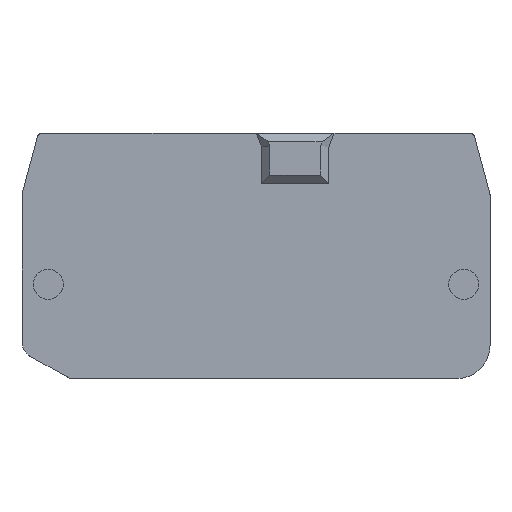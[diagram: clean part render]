
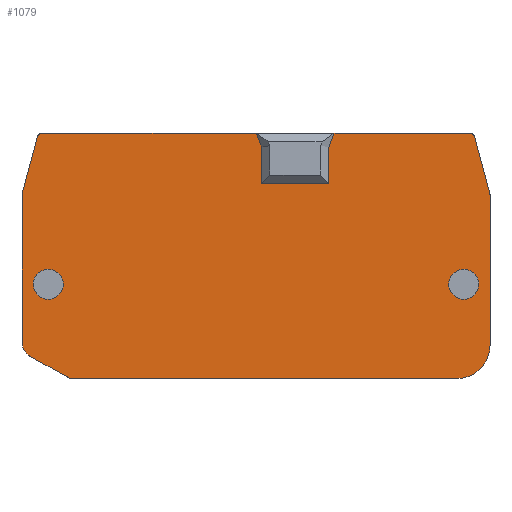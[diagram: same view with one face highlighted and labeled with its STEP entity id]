
A CAD part, top view. The second image highlights one B-rep face of the part: STEP entity #1079.
In plain terms, the highlighted planar face has unit normal (0, 0, 1).
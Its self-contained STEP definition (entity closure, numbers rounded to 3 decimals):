
#148=DIRECTION('',(0.,1.,0.));
#149=VECTOR('',#148,17.638);
#150=CARTESIAN_POINT('',(-28.7,-10.319,0.));
#151=LINE('',#150,#149);
#172=DIRECTION('',(1.,0.,0.));
#173=VECTOR('',#172,16.356);
#174=CARTESIAN_POINT('',(8.7,14.7,0.));
#175=LINE('',#174,#173);
#184=DIRECTION('',(1.,0.,0.));
#185=VECTOR('',#184,25.756);
#186=CARTESIAN_POINT('',(-26.356,14.7,0.));
#187=LINE('',#186,#185);
#220=DIRECTION('',(0.,-1.,0.));
#221=VECTOR('',#220,18.019);
#222=CARTESIAN_POINT('',(27.4,7.319,0.));
#223=LINE('',#222,#221);
#232=DIRECTION('',(-1.,0.,0.));
#233=VECTOR('',#232,46.169);
#234=CARTESIAN_POINT('',(23.4,-14.7,0.));
#235=LINE('',#234,#233);
#244=CARTESIAN_POINT('',(-25.55,-3.4,0.));
#245=DIRECTION('',(0.,0.,1.));
#246=DIRECTION('',(-1.,0.,0.));
#247=AXIS2_PLACEMENT_3D('',#244,#245,#246);
#249=CARTESIAN_POINT('',(-25.55,-3.4,0.));
#250=DIRECTION('',(0.,0.,1.));
#251=DIRECTION('',(1.,0.,0.));
#252=AXIS2_PLACEMENT_3D('',#249,#250,#251);
#254=CARTESIAN_POINT('',(-22.769,-14.2,0.));
#255=DIRECTION('',(0.,0.,1.));
#256=DIRECTION('',(-0.483,-0.876,0.));
#257=AXIS2_PLACEMENT_3D('',#254,#255,#256);
#259=DIRECTION('',(0.876,-0.483,0.));
#260=VECTOR('',#259,5.317);
#261=CARTESIAN_POINT('',(-27.666,-12.07,0.));
#262=LINE('',#261,#260);
#263=CARTESIAN_POINT('',(-26.7,-10.319,0.));
#264=DIRECTION('',(0.,0.,1.));
#265=DIRECTION('',(-1.,0.,0.));
#266=AXIS2_PLACEMENT_3D('',#263,#264,#265);
#268=CARTESIAN_POINT('',(-28.2,7.319,0.));
#269=DIRECTION('',(0.,0.,1.));
#270=DIRECTION('',(-0.966,0.259,0.));
#271=AXIS2_PLACEMENT_3D('',#268,#269,#270);
#273=DIRECTION('',(-0.259,-0.966,0.));
#274=VECTOR('',#273,7.124);
#275=CARTESIAN_POINT('',(-26.839,14.329,0.));
#276=LINE('',#275,#274);
#277=CARTESIAN_POINT('',(-26.356,14.2,0.));
#278=DIRECTION('',(0.,0.,1.));
#279=DIRECTION('',(0.,1.,0.));
#280=AXIS2_PLACEMENT_3D('',#277,#278,#279);
#282=DIRECTION('',(-0.342,0.94,0.));
#283=VECTOR('',#282,1.754);
#284=CARTESIAN_POINT('',(0.,13.052,0.));
#285=LINE('',#284,#283);
#286=DIRECTION('',(-0.342,-0.94,0.));
#287=VECTOR('',#286,1.754);
#288=CARTESIAN_POINT('',(8.7,14.7,0.));
#289=LINE('',#288,#287);
#290=CARTESIAN_POINT('',(25.056,14.2,0.));
#291=DIRECTION('',(0.,0.,1.));
#292=DIRECTION('',(0.966,0.259,0.));
#293=AXIS2_PLACEMENT_3D('',#290,#291,#292);
#295=DIRECTION('',(-0.259,0.966,0.));
#296=VECTOR('',#295,7.124);
#297=CARTESIAN_POINT('',(27.383,7.448,0.));
#298=LINE('',#297,#296);
#299=CARTESIAN_POINT('',(26.9,7.319,0.));
#300=DIRECTION('',(0.,0.,1.));
#301=DIRECTION('',(1.,0.,0.));
#302=AXIS2_PLACEMENT_3D('',#299,#300,#301);
#304=CARTESIAN_POINT('',(23.4,-10.7,0.));
#305=DIRECTION('',(0.,0.,1.));
#306=DIRECTION('',(0.,-1.,0.));
#307=AXIS2_PLACEMENT_3D('',#304,#305,#306);
#309=CARTESIAN_POINT('',(24.25,-3.4,0.));
#310=DIRECTION('',(0.,0.,1.));
#311=DIRECTION('',(-1.,0.,0.));
#312=AXIS2_PLACEMENT_3D('',#309,#310,#311);
#314=CARTESIAN_POINT('',(24.25,-3.4,0.));
#315=DIRECTION('',(0.,0.,1.));
#316=DIRECTION('',(1.,0.,0.));
#317=AXIS2_PLACEMENT_3D('',#314,#315,#316);
#431=DIRECTION('',(0.,1.,0.));
#432=VECTOR('',#431,4.352);
#433=CARTESIAN_POINT('',(8.1,8.7,0.));
#434=LINE('',#433,#432);
#439=DIRECTION('',(1.,0.,0.));
#440=VECTOR('',#439,8.1);
#441=CARTESIAN_POINT('',(0.,8.7,0.));
#442=LINE('',#441,#440);
#447=DIRECTION('',(0.,-1.,0.));
#448=VECTOR('',#447,4.352);
#449=CARTESIAN_POINT('',(0.,13.052,0.));
#450=LINE('',#449,#448);
#488=CARTESIAN_POINT('',(-28.7,7.319,0.));
#490=VERTEX_POINT('',#488);
#493=CARTESIAN_POINT('',(-28.7,-10.319,0.));
#494=VERTEX_POINT('',#493);
#509=CARTESIAN_POINT('',(8.1,8.7,0.));
#510=VERTEX_POINT('',#509);
#511=CARTESIAN_POINT('',(8.1,13.052,0.));
#512=VERTEX_POINT('',#511);
#514=CARTESIAN_POINT('',(-26.839,14.329,0.));
#516=VERTEX_POINT('',#514);
#519=CARTESIAN_POINT('',(-28.683,7.448,0.));
#520=VERTEX_POINT('',#519);
#533=CARTESIAN_POINT('',(25.539,14.329,0.));
#535=VERTEX_POINT('',#533);
#539=CARTESIAN_POINT('',(25.056,14.7,0.));
#540=VERTEX_POINT('',#539);
#552=CARTESIAN_POINT('',(27.383,7.448,0.));
#554=VERTEX_POINT('',#552);
#561=CARTESIAN_POINT('',(0.,13.052,0.));
#562=VERTEX_POINT('',#561);
#563=CARTESIAN_POINT('',(0.,8.7,0.));
#564=VERTEX_POINT('',#563);
#567=CARTESIAN_POINT('',(-26.356,14.7,0.));
#568=VERTEX_POINT('',#567);
#569=CARTESIAN_POINT('',(-0.6,14.7,0.));
#570=VERTEX_POINT('',#569);
#571=CARTESIAN_POINT('',(8.7,14.7,0.));
#572=VERTEX_POINT('',#571);
#573=CARTESIAN_POINT('',(-23.01,-14.638,0.));
#575=VERTEX_POINT('',#573);
#579=CARTESIAN_POINT('',(-22.769,-14.7,0.));
#580=VERTEX_POINT('',#579);
#581=CARTESIAN_POINT('',(27.4,7.319,0.));
#583=VERTEX_POINT('',#581);
#586=CARTESIAN_POINT('',(27.4,-10.7,0.));
#588=VERTEX_POINT('',#586);
#591=CARTESIAN_POINT('',(23.4,-14.7,0.));
#593=VERTEX_POINT('',#591);
#601=CARTESIAN_POINT('',(-27.666,-12.07,0.));
#602=VERTEX_POINT('',#601);
#615=CARTESIAN_POINT('',(-23.75,-3.4,0.));
#616=VERTEX_POINT('',#615);
#617=CARTESIAN_POINT('',(-27.35,-3.4,0.));
#618=VERTEX_POINT('',#617);
#619=CARTESIAN_POINT('',(26.05,-3.4,0.));
#620=VERTEX_POINT('',#619);
#621=CARTESIAN_POINT('',(22.45,-3.4,0.));
#622=VERTEX_POINT('',#621);
#1035=CARTESIAN_POINT('',(0.,0.,0.));
#1036=DIRECTION('',(0.,0.,1.));
#1037=DIRECTION('',(1.,0.,0.));
#1038=AXIS2_PLACEMENT_3D('',#1035,#1036,#1037);
#1039=PLANE('',#1038);
#1040=ORIENTED_EDGE('',*,*,#1015,.T.);
#1041=ORIENTED_EDGE('',*,*,#1028,.F.);
#1042=ORIENTED_EDGE('',*,*,#795,.F.);
#1043=ORIENTED_EDGE('',*,*,#810,.F.);
#1044=ORIENTED_EDGE('',*,*,#824,.T.);
#1045=ORIENTED_EDGE('',*,*,#838,.F.);
#1046=ORIENTED_EDGE('',*,*,#852,.F.);
#1047=ORIENTED_EDGE('',*,*,#866,.F.);
#1048=ORIENTED_EDGE('',*,*,#894,.T.);
#1050=ORIENTED_EDGE('',*,*,#1049,.F.);
#1052=ORIENTED_EDGE('',*,*,#1051,.T.);
#1054=ORIENTED_EDGE('',*,*,#1053,.T.);
#1056=ORIENTED_EDGE('',*,*,#1055,.T.);
#1058=ORIENTED_EDGE('',*,*,#1057,.F.);
#1059=ORIENTED_EDGE('',*,*,#886,.T.);
#1060=ORIENTED_EDGE('',*,*,#945,.F.);
#1061=ORIENTED_EDGE('',*,*,#959,.F.);
#1062=ORIENTED_EDGE('',*,*,#973,.F.);
#1063=ORIENTED_EDGE('',*,*,#987,.T.);
#1064=ORIENTED_EDGE('',*,*,#1001,.F.);
#1065=EDGE_LOOP('',(#1040,#1041,#1042,#1043,#1044,#1045,#1046,#1047,#1048,#1050,
#1052,#1054,#1056,#1058,#1059,#1060,#1061,#1062,#1063,#1064));
#1066=FACE_OUTER_BOUND('',#1065,.F.);
#1068=ORIENTED_EDGE('',*,*,#1067,.T.);
#1070=ORIENTED_EDGE('',*,*,#1069,.T.);
#1071=EDGE_LOOP('',(#1068,#1070));
#1072=FACE_BOUND('',#1071,.F.);
#1074=ORIENTED_EDGE('',*,*,#1073,.T.);
#1076=ORIENTED_EDGE('',*,*,#1075,.T.);
#1077=EDGE_LOOP('',(#1074,#1076));
#1078=FACE_BOUND('',#1077,.F.);
#248=CIRCLE('',#247,1.8);
#253=CIRCLE('',#252,1.8);
#258=CIRCLE('',#257,0.5);
#267=CIRCLE('',#266,2.);
#272=CIRCLE('',#271,0.5);
#281=CIRCLE('',#280,0.5);
#294=CIRCLE('',#293,0.5);
#303=CIRCLE('',#302,0.5);
#308=CIRCLE('',#307,4.);
#313=CIRCLE('',#312,1.8);
#318=CIRCLE('',#317,1.8);
#795=EDGE_CURVE('',#602,#575,#262,.T.);
#810=EDGE_CURVE('',#494,#602,#267,.T.);
#824=EDGE_CURVE('',#494,#490,#151,.T.);
#838=EDGE_CURVE('',#520,#490,#272,.T.);
#852=EDGE_CURVE('',#516,#520,#276,.T.);
#866=EDGE_CURVE('',#568,#516,#281,.T.);
#886=EDGE_CURVE('',#572,#540,#175,.T.);
#894=EDGE_CURVE('',#568,#570,#187,.T.);
#945=EDGE_CURVE('',#535,#540,#294,.T.);
#959=EDGE_CURVE('',#554,#535,#298,.T.);
#973=EDGE_CURVE('',#583,#554,#303,.T.);
#987=EDGE_CURVE('',#583,#588,#223,.T.);
#1001=EDGE_CURVE('',#593,#588,#308,.T.);
#1015=EDGE_CURVE('',#593,#580,#235,.T.);
#1028=EDGE_CURVE('',#575,#580,#258,.T.);
#1049=EDGE_CURVE('',#562,#570,#285,.T.);
#1051=EDGE_CURVE('',#562,#564,#450,.T.);
#1053=EDGE_CURVE('',#564,#510,#442,.T.);
#1055=EDGE_CURVE('',#510,#512,#434,.T.);
#1057=EDGE_CURVE('',#572,#512,#289,.T.);
#1067=EDGE_CURVE('',#618,#616,#248,.T.);
#1069=EDGE_CURVE('',#616,#618,#253,.T.);
#1073=EDGE_CURVE('',#622,#620,#313,.T.);
#1075=EDGE_CURVE('',#620,#622,#318,.T.);
#1079=ADVANCED_FACE('',(#1066,#1072,#1078),#1039,.T.);
